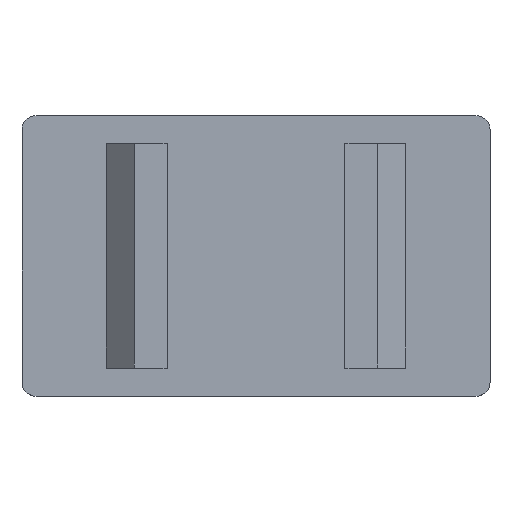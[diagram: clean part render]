
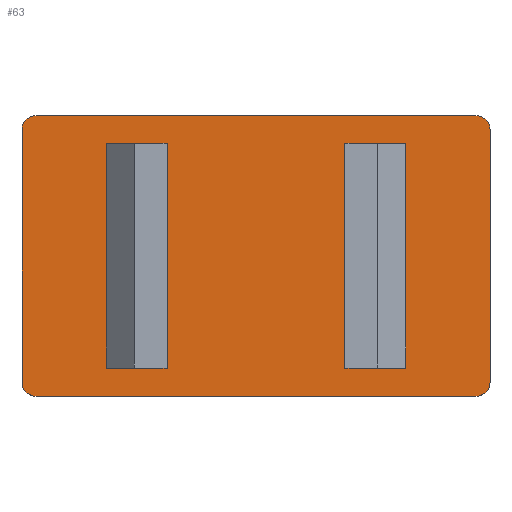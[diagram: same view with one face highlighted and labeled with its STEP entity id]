
A CAD part, top view. The second image highlights one B-rep face of the part: STEP entity #63.
In plain terms, the highlighted planar face has unit normal (0, 0, 1).
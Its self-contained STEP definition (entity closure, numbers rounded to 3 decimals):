
#63=ADVANCED_FACE('',(#119,#120,#121),#89,.T.);
#89=PLANE('',#513);
#111=CIRCLE('',#509,0.3);
#112=CIRCLE('',#510,0.3);
#113=CIRCLE('',#511,0.3);
#114=CIRCLE('',#512,0.3);
#119=FACE_BOUND('',#122,.T.);
#120=FACE_BOUND('',#123,.T.);
#121=FACE_BOUND('',#124,.T.);
#122=EDGE_LOOP('',(#150,#151,#152,#153));
#123=EDGE_LOOP('',(#154,#155,#156,#157));
#124=EDGE_LOOP('',(#158,#159,#160,#161,#162,#163,#164,#165));
#150=ORIENTED_EDGE('',*,*,#326,.F.);
#151=ORIENTED_EDGE('',*,*,#327,.T.);
#152=ORIENTED_EDGE('',*,*,#328,.T.);
#153=ORIENTED_EDGE('',*,*,#329,.F.);
#154=ORIENTED_EDGE('',*,*,#330,.T.);
#155=ORIENTED_EDGE('',*,*,#331,.T.);
#156=ORIENTED_EDGE('',*,*,#332,.F.);
#157=ORIENTED_EDGE('',*,*,#333,.F.);
#158=ORIENTED_EDGE('',*,*,#334,.F.);
#159=ORIENTED_EDGE('',*,*,#335,.T.);
#160=ORIENTED_EDGE('',*,*,#336,.F.);
#161=ORIENTED_EDGE('',*,*,#337,.T.);
#162=ORIENTED_EDGE('',*,*,#338,.F.);
#163=ORIENTED_EDGE('',*,*,#339,.T.);
#164=ORIENTED_EDGE('',*,*,#340,.F.);
#165=ORIENTED_EDGE('',*,*,#341,.T.);
#282=VERTEX_POINT('',#673);
#283=VERTEX_POINT('',#674);
#284=VERTEX_POINT('',#676);
#285=VERTEX_POINT('',#678);
#286=VERTEX_POINT('',#681);
#287=VERTEX_POINT('',#682);
#288=VERTEX_POINT('',#684);
#289=VERTEX_POINT('',#686);
#290=VERTEX_POINT('',#689);
#291=VERTEX_POINT('',#690);
#292=VERTEX_POINT('',#692);
#293=VERTEX_POINT('',#694);
#294=VERTEX_POINT('',#696);
#295=VERTEX_POINT('',#698);
#296=VERTEX_POINT('',#700);
#297=VERTEX_POINT('',#702);
#326=EDGE_CURVE('',#282,#283,#392,.T.);
#327=EDGE_CURVE('',#282,#284,#393,.T.);
#328=EDGE_CURVE('',#284,#285,#394,.T.);
#329=EDGE_CURVE('',#283,#285,#395,.T.);
#330=EDGE_CURVE('',#286,#287,#396,.T.);
#331=EDGE_CURVE('',#287,#288,#397,.T.);
#332=EDGE_CURVE('',#289,#288,#398,.T.);
#333=EDGE_CURVE('',#286,#289,#399,.T.);
#334=EDGE_CURVE('',#290,#291,#400,.T.);
#335=EDGE_CURVE('',#290,#292,#111,.T.);
#336=EDGE_CURVE('',#293,#292,#401,.T.);
#337=EDGE_CURVE('',#293,#294,#112,.T.);
#338=EDGE_CURVE('',#295,#294,#402,.T.);
#339=EDGE_CURVE('',#295,#296,#113,.T.);
#340=EDGE_CURVE('',#297,#296,#403,.T.);
#341=EDGE_CURVE('',#297,#291,#114,.T.);
#392=LINE('',#672,#450);
#393=LINE('',#675,#451);
#394=LINE('',#677,#452);
#395=LINE('',#679,#453);
#396=LINE('',#680,#454);
#397=LINE('',#683,#455);
#398=LINE('',#685,#456);
#399=LINE('',#687,#457);
#400=LINE('',#688,#458);
#401=LINE('',#693,#459);
#402=LINE('',#697,#460);
#403=LINE('',#701,#461);
#450=VECTOR('',#545,1.);
#451=VECTOR('',#546,1.);
#452=VECTOR('',#547,1.);
#453=VECTOR('',#548,1.);
#454=VECTOR('',#549,1.);
#455=VECTOR('',#550,1.);
#456=VECTOR('',#551,1.);
#457=VECTOR('',#552,1.);
#458=VECTOR('',#553,1.);
#459=VECTOR('',#556,1.);
#460=VECTOR('',#559,1.);
#461=VECTOR('',#562,1.);
#509=AXIS2_PLACEMENT_3D('',#691,#554,#555);
#510=AXIS2_PLACEMENT_3D('',#695,#557,#558);
#511=AXIS2_PLACEMENT_3D('',#699,#560,#561);
#512=AXIS2_PLACEMENT_3D('',#703,#563,#564);
#513=AXIS2_PLACEMENT_3D('',#704,#565,#566);
#545=DIRECTION('',(1.,0.,0.));
#546=DIRECTION('',(0.,1.,0.));
#547=DIRECTION('',(1.,0.,0.));
#548=DIRECTION('',(0.,1.,0.));
#549=DIRECTION('',(-1.,0.,0.));
#550=DIRECTION('',(0.,1.,0.));
#551=DIRECTION('',(-1.,0.,0.));
#552=DIRECTION('',(0.,1.,0.));
#553=DIRECTION('',(0.,1.,0.));
#554=DIRECTION('',(0.,0.,1.));
#555=DIRECTION('',(1.,0.,0.));
#556=DIRECTION('',(-1.,0.,0.));
#557=DIRECTION('',(0.,0.,1.));
#558=DIRECTION('',(1.,0.,0.));
#559=DIRECTION('',(0.,-1.,0.));
#560=DIRECTION('',(0.,0.,1.));
#561=DIRECTION('',(1.,0.,0.));
#562=DIRECTION('',(1.,0.,0.));
#563=DIRECTION('',(0.,0.,1.));
#564=DIRECTION('',(1.,0.,0.));
#565=DIRECTION('',(0.,0.,1.));
#566=DIRECTION('',(1.,0.,0.));
#672=CARTESIAN_POINT('',(6.9,0.6,1.));
#673=CARTESIAN_POINT('',(6.9,0.6,1.));
#674=CARTESIAN_POINT('',(7.6,0.6,1.));
#675=CARTESIAN_POINT('',(6.9,0.6,1.));
#676=CARTESIAN_POINT('',(6.9,5.4,1.));
#677=CARTESIAN_POINT('',(6.9,5.4,1.));
#678=CARTESIAN_POINT('',(7.6,5.4,1.));
#679=CARTESIAN_POINT('',(7.6,0.6,1.));
#680=CARTESIAN_POINT('',(3.1,0.6,1.));
#681=CARTESIAN_POINT('',(3.1,0.6,1.));
#682=CARTESIAN_POINT('',(2.4,0.6,1.));
#683=CARTESIAN_POINT('',(2.4,0.6,1.));
#684=CARTESIAN_POINT('',(2.4,5.4,1.));
#685=CARTESIAN_POINT('',(3.1,5.4,1.));
#686=CARTESIAN_POINT('',(3.1,5.4,1.));
#687=CARTESIAN_POINT('',(3.1,0.6,1.));
#688=CARTESIAN_POINT('',(0.,3.,1.));
#689=CARTESIAN_POINT('',(0.,0.3,1.));
#690=CARTESIAN_POINT('',(0.,5.7,1.));
#691=CARTESIAN_POINT('',(0.3,0.3,1.));
#692=CARTESIAN_POINT('',(0.3,0.,1.));
#693=CARTESIAN_POINT('',(5.,0.,1.));
#694=CARTESIAN_POINT('',(9.7,0.,1.));
#695=CARTESIAN_POINT('',(9.7,0.3,1.));
#696=CARTESIAN_POINT('',(10.,0.3,1.));
#697=CARTESIAN_POINT('',(10.,3.,1.));
#698=CARTESIAN_POINT('',(10.,5.7,1.));
#699=CARTESIAN_POINT('',(9.7,5.7,1.));
#700=CARTESIAN_POINT('',(9.7,6.,1.));
#701=CARTESIAN_POINT('',(5.,6.,1.));
#702=CARTESIAN_POINT('',(0.3,6.,1.));
#703=CARTESIAN_POINT('',(0.3,5.7,1.));
#704=CARTESIAN_POINT('',(5.,3.,1.));
